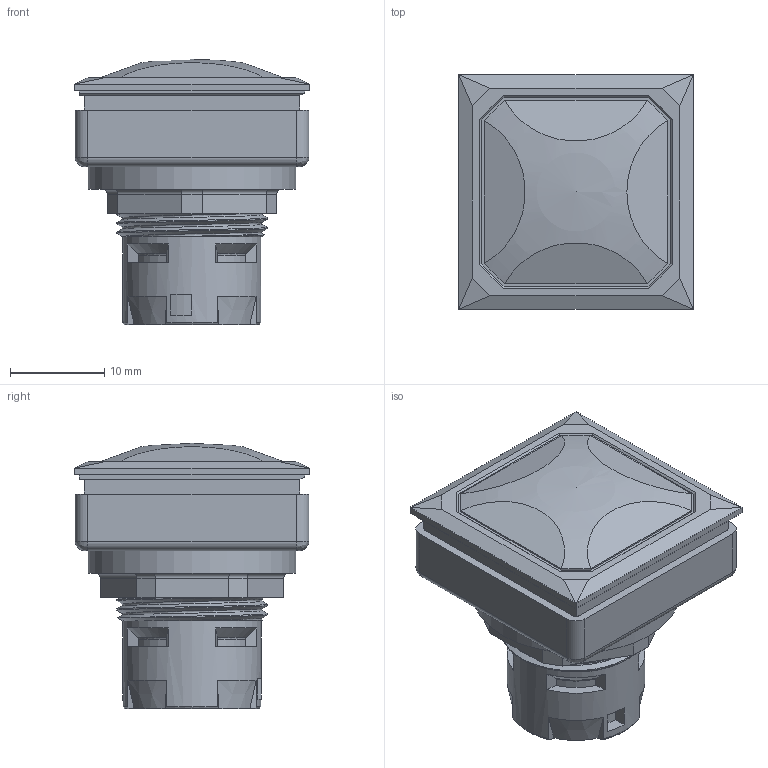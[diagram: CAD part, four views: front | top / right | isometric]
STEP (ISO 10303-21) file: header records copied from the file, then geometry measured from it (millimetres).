
FILE_DESCRIPTION(/* description */ (''),/* implementation_level */ '2;1');
FILE_NAME(/* name */ 'OKJN_ipt.stp',/* time_stamp */ '2015-04-07T15:20:19+02:00',/* author */ ('thagel'),/* organization */ (''),/* preprocessor_version */ 'ST-DEVELOPER v15.2',/* originating_system */ 'Autodesk Inventor 2014',/* authorisation */ '');
FILE_SCHEMA (('AUTOMOTIVE_DESIGN { 1 0 10303 214 3 1 1 }'));
Length unit declared in the file: centimetre
Products named in the file (1): 3D-Zeichnungen vereinfacht für Kunden
Bounding box: 24.9 x 24.9 x 28.13 mm (x, y, z)
Volume: 8971.1 mm3; surface area: 5367.8 mm2
Topology: 1 solids, 3 shells, 232 faces, 591 edges, 367 vertices
Faces by surface type: plane 137, cylinder 57, bspline 18, cone 13, torus 6, sphere 1
Full cylindrical faces by diameter (mm): 14.65 x1, 16 x3, 16.25 x1, 16.5 x1, 19.5 x1, 22 x1
Entity records: 9188 total; most frequent: CARTESIAN_POINT 3819, ORIENTED_EDGE 1124, DIRECTION 1087, EDGE_CURVE 562, AXIS2_PLACEMENT_3D 377, VERTEX_POINT 355, LINE 333, VECTOR 333
